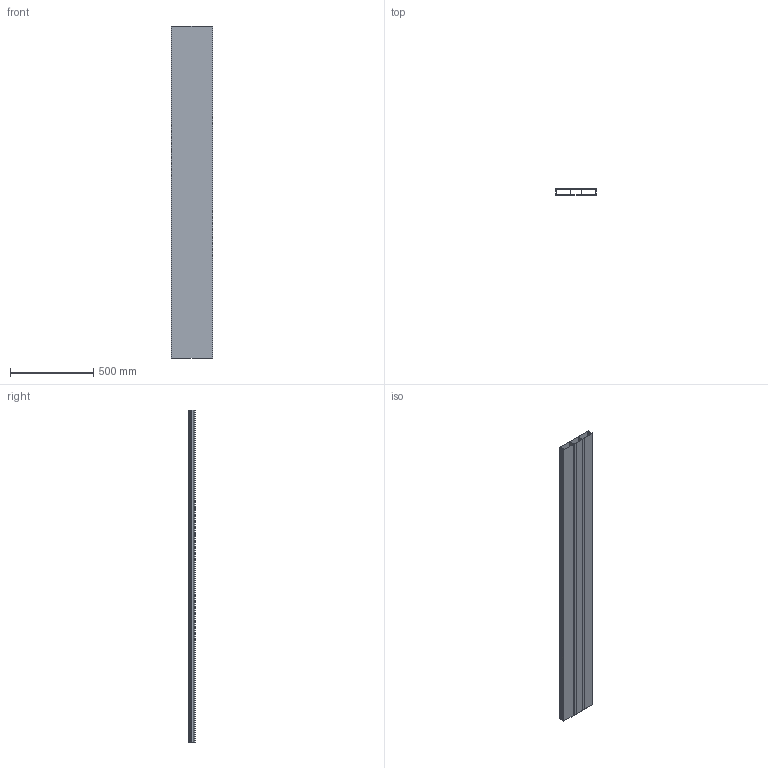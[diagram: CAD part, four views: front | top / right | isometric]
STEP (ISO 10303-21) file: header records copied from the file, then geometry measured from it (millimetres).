
FILE_DESCRIPTION (( 'STEP AP214' ), '1' );
FILE_NAME ('7400279.stp', '2024-08-14T13:28:20', ( '' ), ( '' ), 'SwSTEP 2.0', 'SolidWorks 2022', '' );
FILE_SCHEMA (( 'AUTOMOTIVE_DESIGN' ));
Length unit declared in the file: millimetre
Products named in the file (5): 153357_38 L=2000; 155551_25038 für Kontaktblech L=2000; 161054_für Trapezform S3 25038 L=2000; 7400279; 155711_Trapezdeckel 250 L=2000
Assembly tree (5 placements, depth 3):
  7400279
    161054_für Trapezform S3 25038 L=2000
      155551_25038 für Kontaktblech L=2000
      153357_38 L=2000  x2
    155711_Trapezdeckel 250 L=2000
Bounding box: 250 x 38.42 x 2000 mm (x, y, z)
Volume: 1065557.7 mm3; surface area: 2966127.5 mm2
Topology: 4 solids, 4 shells, 168 faces, 336 edges, 176 vertices
Faces by surface type: plane 132, cylinder 36
Entity records: 4332 total; most frequent: DIRECTION 702, CARTESIAN_POINT 631, ORIENTED_EDGE 616, EDGE_CURVE 308, LINE 240, VECTOR 240, AXIS2_PLACEMENT_3D 231, VERTEX_POINT 160
